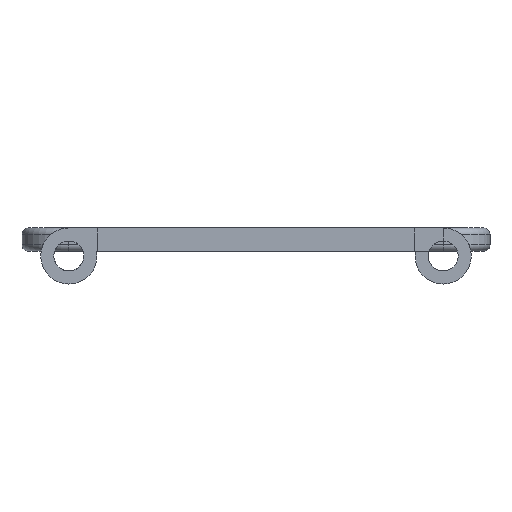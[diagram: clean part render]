
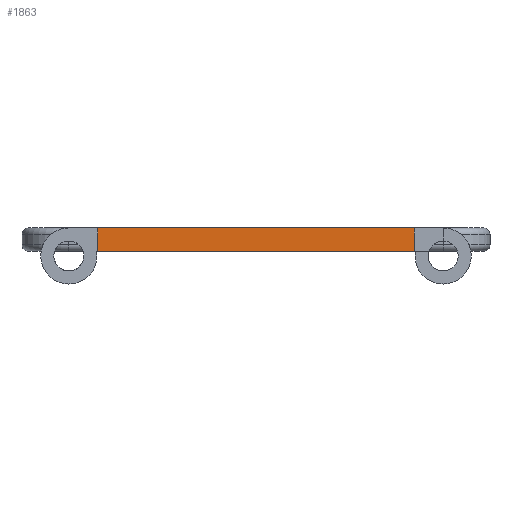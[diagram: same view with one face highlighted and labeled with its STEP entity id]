
A CAD part, front view. The second image highlights one B-rep face of the part: STEP entity #1863.
In plain terms, the highlighted planar face has unit normal (0, -1, 0).
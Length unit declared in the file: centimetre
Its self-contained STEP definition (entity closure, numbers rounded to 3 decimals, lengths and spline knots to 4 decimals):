
#206=PLANE('',#2121);
#313=FACE_OUTER_BOUND('',#585,.T.);
#585=EDGE_LOOP('',(#1684,#1685,#1686,#1687));
#623=LINE('',#2845,#683);
#639=LINE('',#3158,#699);
#645=LINE('',#3187,#705);
#646=LINE('',#3189,#706);
#683=VECTOR('',#2289,1.);
#699=VECTOR('',#2651,1.);
#705=VECTOR('',#2691,1.);
#706=VECTOR('',#2694,1.);
#909=VERTEX_POINT('',#2842);
#910=VERTEX_POINT('',#2844);
#1033=VERTEX_POINT('',#3155);
#1034=VERTEX_POINT('',#3157);
#1113=EDGE_CURVE('',#909,#910,#623,.F.);
#1242=EDGE_CURVE('',#1033,#1034,#639,.T.);
#1256=EDGE_CURVE('',#1033,#910,#645,.T.);
#1257=EDGE_CURVE('',#1034,#909,#646,.F.);
#1684=ORIENTED_EDGE('',*,*,#1242,.F.);
#1685=ORIENTED_EDGE('',*,*,#1256,.T.);
#1686=ORIENTED_EDGE('',*,*,#1113,.F.);
#1687=ORIENTED_EDGE('',*,*,#1257,.F.);
#1863=ADVANCED_FACE('',(#313),#206,.T.);
#2121=AXIS2_PLACEMENT_3D('',#3188,#2692,#2693);
#2289=DIRECTION('',(-1.,0.,0.));
#2651=DIRECTION('',(-1.,0.,0.));
#2691=DIRECTION('',(0.,0.,1.));
#2692=DIRECTION('center_axis',(0.,-1.,0.));
#2693=DIRECTION('ref_axis',(1.,0.,0.));
#2694=DIRECTION('',(0.,0.,-1.));
#2842=CARTESIAN_POINT('',(-1.6898,9.6313,0.25));
#2844=CARTESIAN_POINT('',(1.6898,9.6313,0.25));
#2845=CARTESIAN_POINT('',(-0.8449,9.6313,0.25));
#3155=CARTESIAN_POINT('',(1.6898,9.6313,0.));
#3157=CARTESIAN_POINT('',(-1.6898,9.6313,0.));
#3158=CARTESIAN_POINT('',(-0.8449,9.6313,0.));
#3187=CARTESIAN_POINT('',(1.6898,9.6313,0.));
#3188=CARTESIAN_POINT('Origin',(-1.6898,9.6313,0.));
#3189=CARTESIAN_POINT('',(-1.6898,9.6313,0.));
